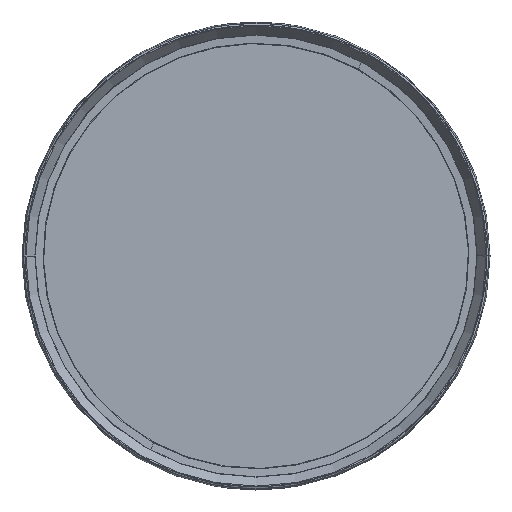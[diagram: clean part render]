
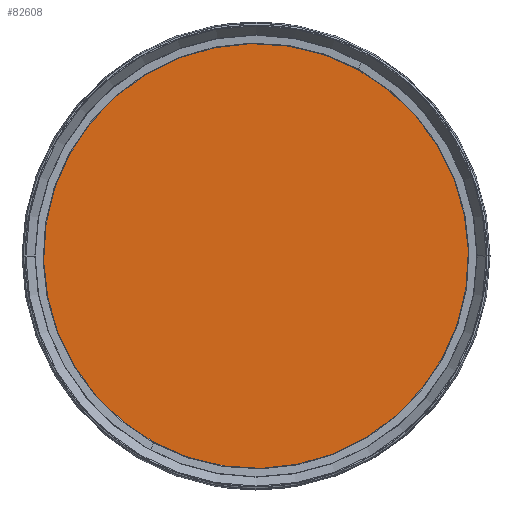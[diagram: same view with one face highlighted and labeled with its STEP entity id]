
A CAD part, left-side view. The second image highlights one B-rep face of the part: STEP entity #82608.
In plain terms, the highlighted planar face has unit normal (-1, 0, 0).
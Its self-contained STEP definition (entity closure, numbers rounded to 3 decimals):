
#82587=AXIS2_PLACEMENT_3D('Plane Axis2P3D',#82584,#82585,#82586) ;
#82592=AXIS2_PLACEMENT_3D('Circle Axis2P3D',#82590,#82591,$) ;
#82601=AXIS2_PLACEMENT_3D('Circle Axis2P3D',#82599,#82600,$) ;
#82584=CARTESIAN_POINT('Axis2P3D Location',(-17.5,0.,74.3)) ;
#82590=CARTESIAN_POINT('Axis2P3D Location',(-17.5,0.,0.)) ;
#82594=CARTESIAN_POINT('Vertex',(-17.5,-35.412,64.821)) ;
#82596=CARTESIAN_POINT('Vertex',(-17.5,35.412,-64.821)) ;
#82599=CARTESIAN_POINT('Axis2P3D Location',(-17.5,0.,0.)) ;
#82585=DIRECTION('Axis2P3D Direction',(1.,0.,0.)) ;
#82586=DIRECTION('Axis2P3D XDirection',(0.,1.,0.)) ;
#82591=DIRECTION('Axis2P3D Direction',(1.,0.,0.)) ;
#82600=DIRECTION('Axis2P3D Direction',(1.,0.,0.)) ;
#82605=ORIENTED_EDGE('',*,*,#82598,.T.) ;
#82606=ORIENTED_EDGE('',*,*,#82603,.T.) ;
#82608=ADVANCED_FACE('4051024 P-UVR 150 Universalverbinder_vereinfacht',(#82607),#82588,.F.) ;
#82593=CIRCLE('generated circle',#82592,73.863) ;
#82602=CIRCLE('generated circle',#82601,73.863) ;
#82598=EDGE_CURVE('',#82595,#82597,#82593,.F.) ;
#82603=EDGE_CURVE('',#82597,#82595,#82602,.F.) ;
#82604=EDGE_LOOP('',(#82605,#82606)) ;
#82607=FACE_OUTER_BOUND('',#82604,.T.) ;
#82588=PLANE('',#82587) ;
#82595=VERTEX_POINT('',#82594) ;
#82597=VERTEX_POINT('',#82596) ;
